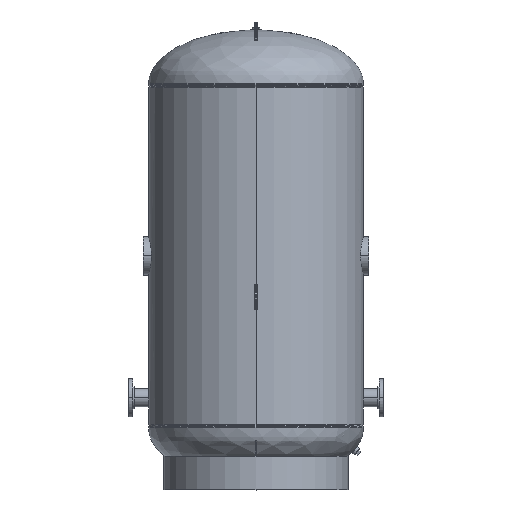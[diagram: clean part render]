
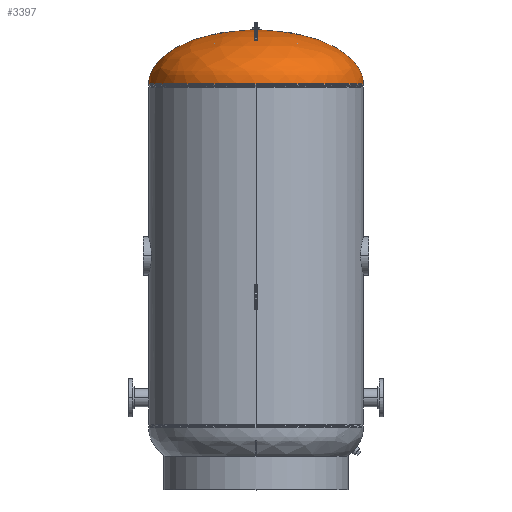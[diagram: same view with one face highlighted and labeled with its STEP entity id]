
A CAD part, top view. The second image highlights one B-rep face of the part: STEP entity #3397.
In plain terms, the highlighted free-form (B-spline) face has degree [3, 3] with [4, 4] control points.
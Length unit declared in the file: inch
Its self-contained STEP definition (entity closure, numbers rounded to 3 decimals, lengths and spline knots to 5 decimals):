
#346 = EDGE_LOOP ( 'NONE', ( #1916, #5427, #7201, #4231, #907, #13425 ) ) ;
#354 = CARTESIAN_POINT ( 'NONE',  ( -21., 0.6445, 0. ) ) ;
#526 = CARTESIAN_POINT ( 'NONE',  ( 0.625, 11.2453, 0. ) ) ;
#570 = DIRECTION ( 'NONE',  ( 0., -1., 0. ) ) ;
#833 =( BOUNDED_SURFACE ( )  B_SPLINE_SURFACE ( 3, 3, ( 
 ( #12284, #10963, #9721, #2546 ),
 ( #8719, #11043, #14637, #7375 ),
 ( #5205, #6295, #9803, #12120 ),
 ( #13457, #8558, #2782, #354 ) ),
 .UNSPECIFIED., .F., .F., .F. ) 
 B_SPLINE_SURFACE_WITH_KNOTS ( ( 4, 4 ),
 ( 4, 4 ),
 ( 0., 1. ),
 ( 0., 1. ),
 .UNSPECIFIED. ) 
 GEOMETRIC_REPRESENTATION_ITEM ( )  RATIONAL_B_SPLINE_SURFACE ( (
 ( 1., 0.333, 0.333, 1.),
 ( 0.812, 0.271, 0.271, 0.812),
 ( 0.812, 0.271, 0.271, 0.812),
 ( 1., 0.333, 0.333, 1.) ) ) 
 REPRESENTATION_ITEM ( '' )  SURFACE ( )  );
#907 = ORIENTED_EDGE ( 'NONE', *, *, #11377, .F. ) ;
#1704 = CARTESIAN_POINT ( 'NONE',  ( 21., 0.6445, 0. ) ) ;
#1916 = ORIENTED_EDGE ( 'NONE', *, *, #11178, .F. ) ;
#1951 = DIRECTION ( 'NONE',  ( 0., 0., -1. ) ) ;
#2546 = CARTESIAN_POINT ( 'NONE',  ( -0.625, 11.2453, 0. ) ) ;
#2782 = CARTESIAN_POINT ( 'NONE',  ( -21., 0.6445, 42. ) ) ;
#3331 = CARTESIAN_POINT ( 'NONE',  ( 0., 11.2453, 0. ) ) ;
#3397 = ADVANCED_FACE ( 'NONE', ( #11120 ), #833, .F. ) ;
#3654 = CIRCLE ( 'NONE', #4400, 0.625 ) ;
#3705 = CARTESIAN_POINT ( 'NONE',  ( 0.625, 11.2453, 0. ) ) ;
#4231 = ORIENTED_EDGE ( 'NONE', *, *, #10571, .F. ) ;
#4400 = AXIS2_PLACEMENT_3D ( 'NONE', #3331, #8082, #12807 ) ;
#4664 = AXIS2_PLACEMENT_3D ( 'NONE', #12869, #8072, #9308 ) ;
#5205 = CARTESIAN_POINT ( 'NONE',  ( 21., 6.71141, 0. ) ) ;
#5368 = CARTESIAN_POINT ( 'NONE',  ( 21., 6.71141, 0. ) ) ;
#5427 = ORIENTED_EDGE ( 'NONE', *, *, #11200, .T. ) ;
#5490 = DIRECTION ( 'NONE',  ( 0., 0., -1. ) ) ;
#5682 = CIRCLE ( 'NONE', #4664, 21. ) ;
#5703 = EDGE_CURVE ( 'NONE', #12199, #6661, #3654, .T. ) ;
#5837 = CARTESIAN_POINT ( 'NONE',  ( -21., 0.6445, 0. ) ) ;
#6295 = CARTESIAN_POINT ( 'NONE',  ( 21., 6.71141, 42. ) ) ;
#6413 = CARTESIAN_POINT ( 'NONE',  ( 0., 0.6445, 21. ) ) ;
#6515 = VERTEX_POINT ( 'NONE', #14352 ) ;
#6590 =( BOUNDED_CURVE ( )  B_SPLINE_CURVE ( 3, ( #9273, #14021, #10512, #5837 ),
 .UNSPECIFIED., .F., .F. ) 
 B_SPLINE_CURVE_WITH_KNOTS ( ( 4, 4 ),
 ( 1.60056, 3.14159 ),
 .UNSPECIFIED. ) 
 CURVE ( )  GEOMETRIC_REPRESENTATION_ITEM ( )  RATIONAL_B_SPLINE_CURVE ( ( 1., 0.812, 0.812, 1. ) ) 
 REPRESENTATION_ITEM ( '' )  );
#6661 = VERTEX_POINT ( 'NONE', #3705 ) ;
#6673 = CARTESIAN_POINT ( 'NONE',  ( -21., 0.6445, 0. ) ) ;
#6705 = CARTESIAN_POINT ( 'NONE',  ( 0., 11.2453, 0. ) ) ;
#7001 = EDGE_CURVE ( 'NONE', #7597, #13178, #11104, .T. ) ;
#7201 = ORIENTED_EDGE ( 'NONE', *, *, #7001, .F. ) ;
#7375 = CARTESIAN_POINT ( 'NONE',  ( -12.6328, 11.06474, 0. ) ) ;
#7597 = VERTEX_POINT ( 'NONE', #6413 ) ;
#8072 = DIRECTION ( 'NONE',  ( 0., -1., 0. ) ) ;
#8082 = DIRECTION ( 'NONE',  ( 0., 1., 0. ) ) ;
#8449 = CARTESIAN_POINT ( 'NONE',  ( 0., 11.2453, 0.625 ) ) ;
#8558 = CARTESIAN_POINT ( 'NONE',  ( 21., 0.6445, 42. ) ) ;
#8719 = CARTESIAN_POINT ( 'NONE',  ( 12.6328, 11.06474, 0. ) ) ;
#8923 = CARTESIAN_POINT ( 'NONE',  ( 0., 0.6445, 0. ) ) ;
#9273 = CARTESIAN_POINT ( 'NONE',  ( -0.625, 11.2453, 0. ) ) ;
#9308 = DIRECTION ( 'NONE',  ( 0., 0., -1. ) ) ;
#9721 = CARTESIAN_POINT ( 'NONE',  ( -0.625, 11.2453, 1.25 ) ) ;
#9803 = CARTESIAN_POINT ( 'NONE',  ( -21., 6.71141, 42. ) ) ;
#10512 = CARTESIAN_POINT ( 'NONE',  ( -21., 6.71141, 0. ) ) ;
#10571 = EDGE_CURVE ( 'NONE', #6515, #7597, #5682, .T. ) ;
#10963 = CARTESIAN_POINT ( 'NONE',  ( 0.625, 11.2453, 1.25 ) ) ;
#11043 = CARTESIAN_POINT ( 'NONE',  ( 12.6328, 11.06474, 25.2656 ) ) ;
#11104 = CIRCLE ( 'NONE', #14593, 21. ) ;
#11120 = FACE_OUTER_BOUND ( 'NONE', #346, .T. ) ;
#11178 = EDGE_CURVE ( 'NONE', #14793, #12199, #13131, .T. ) ;
#11200 = EDGE_CURVE ( 'NONE', #14793, #13178, #6590, .T. ) ;
#11377 = EDGE_CURVE ( 'NONE', #6661, #6515, #12455, .T. ) ;
#11404 = AXIS2_PLACEMENT_3D ( 'NONE', #6705, #15199, #1951 ) ;
#12120 = CARTESIAN_POINT ( 'NONE',  ( -21., 6.71141, 0. ) ) ;
#12199 = VERTEX_POINT ( 'NONE', #8449 ) ;
#12284 = CARTESIAN_POINT ( 'NONE',  ( 0.625, 11.2453, 0. ) ) ;
#12375 = CARTESIAN_POINT ( 'NONE',  ( 12.6328, 11.06474, 0. ) ) ;
#12455 =( BOUNDED_CURVE ( )  B_SPLINE_CURVE ( 3, ( #526, #12375, #5368, #1704 ),
 .UNSPECIFIED., .F., .F. ) 
 B_SPLINE_CURVE_WITH_KNOTS ( ( 4, 4 ),
 ( 1.60056, 3.14159 ),
 .UNSPECIFIED. ) 
 CURVE ( )  GEOMETRIC_REPRESENTATION_ITEM ( )  RATIONAL_B_SPLINE_CURVE ( ( 1., 0.812, 0.812, 1. ) ) 
 REPRESENTATION_ITEM ( '' )  );
#12807 = DIRECTION ( 'NONE',  ( 0., 0., -1. ) ) ;
#12869 = CARTESIAN_POINT ( 'NONE',  ( 0., 0.6445, 0. ) ) ;
#13131 = CIRCLE ( 'NONE', #11404, 0.625 ) ;
#13178 = VERTEX_POINT ( 'NONE', #6673 ) ;
#13425 = ORIENTED_EDGE ( 'NONE', *, *, #5703, .F. ) ;
#13457 = CARTESIAN_POINT ( 'NONE',  ( 21., 0.6445, 0. ) ) ;
#13903 = CARTESIAN_POINT ( 'NONE',  ( -0.625, 11.2453, 0. ) ) ;
#14021 = CARTESIAN_POINT ( 'NONE',  ( -12.6328, 11.06474, 0. ) ) ;
#14352 = CARTESIAN_POINT ( 'NONE',  ( 21., 0.6445, 0. ) ) ;
#14593 = AXIS2_PLACEMENT_3D ( 'NONE', #8923, #570, #5490 ) ;
#14637 = CARTESIAN_POINT ( 'NONE',  ( -12.6328, 11.06474, 25.2656 ) ) ;
#14793 = VERTEX_POINT ( 'NONE', #13903 ) ;
#15199 = DIRECTION ( 'NONE',  ( 0., 1., 0. ) ) ;
